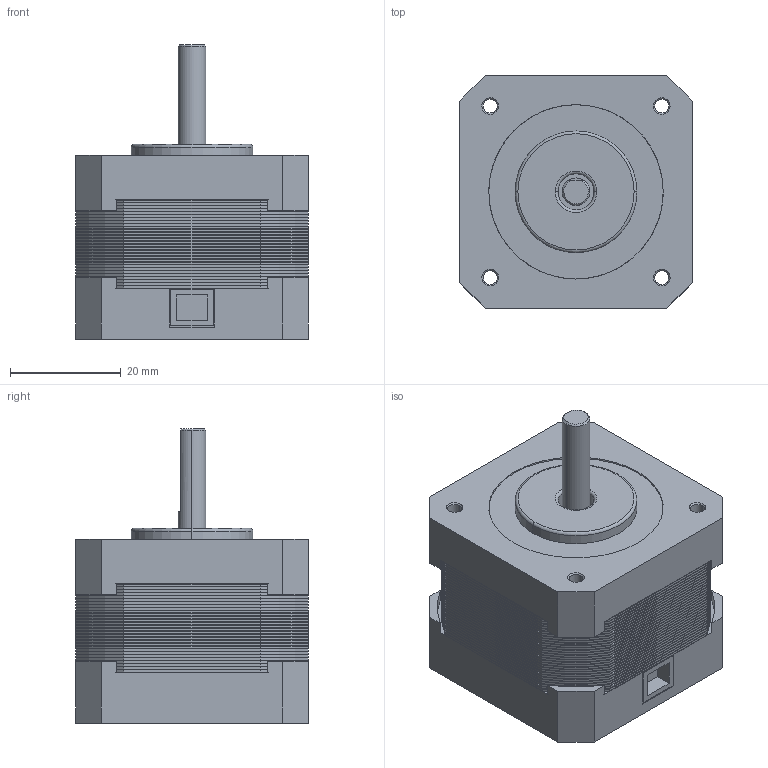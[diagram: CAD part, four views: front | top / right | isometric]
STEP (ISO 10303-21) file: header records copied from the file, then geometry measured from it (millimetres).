
FILE_DESCRIPTION(('CATIA V5 STEP Exchange'),'2;1');
FILE_NAME('NEMA 17HS13-0404S1.stp','2023-11-01T16:43:26+00:00',('none'),('none'),'CATIA Version 5-6 Release 2017','CATIA V5 STEP AP203','none');
FILE_SCHEMA(('CONFIG_CONTROL_DESIGN'));
Length unit declared in the file: millimetre
Products named in the file (1): NEMA 17HS13-0404S1
Bounding box: 42 x 42 x 53.2 mm (x, y, z)
Volume: 55696.8 mm3; surface area: 110273.3 mm2
Topology: 34 solids, 34 shells, 1624 faces, 3657 edges, 2106 vertices
Faces by surface type: cone 747, plane 471, cylinder 402, torus 4
Entity records: 46895 total; most frequent: CARTESIAN_POINT 15661, ORIENTED_EDGE 7314, DIRECTION 4494, EDGE_CURVE 3657, VERTEX_POINT 2106, AXIS2_PLACEMENT_3D 1926, EDGE_LOOP 1887, ADVANCED_FACE 1624
